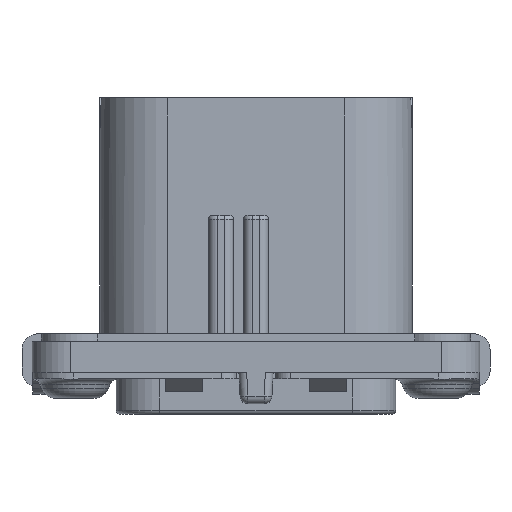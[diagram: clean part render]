
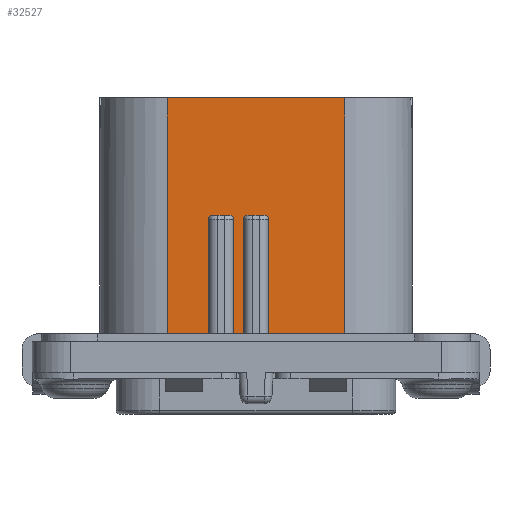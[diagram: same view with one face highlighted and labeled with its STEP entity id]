
A CAD part, front view. The second image highlights one B-rep face of the part: STEP entity #32527.
In plain terms, the highlighted planar face has unit normal (0, -1, 0).
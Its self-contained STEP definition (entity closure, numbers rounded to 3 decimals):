
#1463=DIRECTION('',(1.,0.,0.));
#1464=VECTOR('',#1463,4.9);
#1465=CARTESIAN_POINT('',(0.8,-9.,2.));
#1466=LINE('',#1465,#1464);
#1607=DIRECTION('',(1.,0.,0.));
#1608=VECTOR('',#1607,11.4);
#1609=CARTESIAN_POINT('',(-5.7,-9.,17.67));
#1610=LINE('',#1609,#1608);
#7559=DIRECTION('',(0.,0.,1.));
#7560=VECTOR('',#7559,7.87);
#7561=CARTESIAN_POINT('',(0.8,-9.,2.));
#7562=LINE('',#7561,#7560);
#7563=DIRECTION('',(1.,0.,0.));
#7564=VECTOR('',#7563,1.1);
#7565=CARTESIAN_POINT('',(-0.55,-9.,10.12));
#7566=LINE('',#7565,#7564);
#7567=DIRECTION('',(0.,0.,1.));
#7568=VECTOR('',#7567,7.87);
#7569=CARTESIAN_POINT('',(-0.8,-9.,2.));
#7570=LINE('',#7569,#7568);
#7571=DIRECTION('',(0.,0.,1.));
#7572=VECTOR('',#7571,7.87);
#7573=CARTESIAN_POINT('',(-1.44,-9.,2.));
#7574=LINE('',#7573,#7572);
#7575=DIRECTION('',(1.,0.,0.));
#7576=VECTOR('',#7575,1.1);
#7577=CARTESIAN_POINT('',(-2.79,-9.,10.12));
#7578=LINE('',#7577,#7576);
#7579=DIRECTION('',(0.,0.,1.));
#7580=VECTOR('',#7579,7.87);
#7581=CARTESIAN_POINT('',(-3.04,-9.,2.));
#7582=LINE('',#7581,#7580);
#7583=DIRECTION('',(0.,0.,-1.));
#7584=VECTOR('',#7583,15.67);
#7585=CARTESIAN_POINT('',(-5.7,-9.,17.67));
#7586=LINE('',#7585,#7584);
#7587=DIRECTION('',(0.,0.,-1.));
#7588=VECTOR('',#7587,15.67);
#7589=CARTESIAN_POINT('',(5.7,-9.,17.67));
#7590=LINE('',#7589,#7588);
#7604=CARTESIAN_POINT('',(0.55,-9.,9.87));
#7605=DIRECTION('',(0.,1.,0.));
#7606=DIRECTION('',(0.,0.,1.));
#7607=AXIS2_PLACEMENT_3D('',#7604,#7605,#7606);
#7646=CARTESIAN_POINT('',(-0.55,-9.,9.87));
#7647=DIRECTION('',(0.,1.,0.));
#7648=DIRECTION('',(-1.,0.,0.));
#7649=AXIS2_PLACEMENT_3D('',#7646,#7647,#7648);
#7757=DIRECTION('',(1.,0.,0.));
#7758=VECTOR('',#7757,2.66);
#7759=CARTESIAN_POINT('',(-5.7,-9.,2.));
#7760=LINE('',#7759,#7758);
#7769=CARTESIAN_POINT('',(-2.79,-9.,9.87));
#7770=DIRECTION('',(0.,1.,0.));
#7771=DIRECTION('',(-1.,0.,0.));
#7772=AXIS2_PLACEMENT_3D('',#7769,#7770,#7771);
#7801=CARTESIAN_POINT('',(-1.69,-9.,9.87));
#7802=DIRECTION('',(0.,1.,0.));
#7803=DIRECTION('',(0.,0.,1.));
#7804=AXIS2_PLACEMENT_3D('',#7801,#7802,#7803);
#7826=DIRECTION('',(1.,0.,0.));
#7827=VECTOR('',#7826,0.64);
#7828=CARTESIAN_POINT('',(-1.44,-9.,2.));
#7829=LINE('',#7828,#7827);
#18335=CARTESIAN_POINT('',(-5.7,-9.,17.67));
#18336=CARTESIAN_POINT('',(-5.7,-9.,2.));
#18337=VERTEX_POINT('',#18335);
#18338=VERTEX_POINT('',#18336);
#18339=CARTESIAN_POINT('',(5.7,-9.,17.67));
#18340=CARTESIAN_POINT('',(5.7,-9.,2.));
#18341=VERTEX_POINT('',#18339);
#18342=VERTEX_POINT('',#18340);
#18501=CARTESIAN_POINT('',(-3.04,-9.,2.));
#18502=VERTEX_POINT('',#18501);
#18503=CARTESIAN_POINT('',(-1.44,-9.,2.));
#18504=CARTESIAN_POINT('',(-0.8,-9.,2.));
#18505=VERTEX_POINT('',#18503);
#18506=VERTEX_POINT('',#18504);
#18507=CARTESIAN_POINT('',(0.8,-9.,2.));
#18508=VERTEX_POINT('',#18507);
#20968=CARTESIAN_POINT('',(-1.44,-9.,9.87));
#20970=VERTEX_POINT('',#20968);
#20972=CARTESIAN_POINT('',(-1.69,-9.,10.12));
#20974=VERTEX_POINT('',#20972);
#20995=CARTESIAN_POINT('',(-2.79,-9.,10.12));
#20996=VERTEX_POINT('',#20995);
#20997=CARTESIAN_POINT('',(-3.04,-9.,9.87));
#20998=VERTEX_POINT('',#20997);
#21000=CARTESIAN_POINT('',(0.8,-9.,9.87));
#21002=VERTEX_POINT('',#21000);
#21004=CARTESIAN_POINT('',(0.55,-9.,10.12));
#21006=VERTEX_POINT('',#21004);
#21007=CARTESIAN_POINT('',(-0.55,-9.,10.12));
#21009=VERTEX_POINT('',#21007);
#21011=CARTESIAN_POINT('',(-0.8,-9.,9.87));
#21013=VERTEX_POINT('',#21011);
#32491=CARTESIAN_POINT('',(-10.05,-9.,2.));
#32492=DIRECTION('',(0.,-1.,0.));
#32493=DIRECTION('',(1.,0.,0.));
#32494=AXIS2_PLACEMENT_3D('',#32491,#32492,#32493);
#32495=PLANE('',#32494);
#32497=ORIENTED_EDGE('',*,*,#32496,.T.);
#32499=ORIENTED_EDGE('',*,*,#32498,.F.);
#32501=ORIENTED_EDGE('',*,*,#32500,.F.);
#32503=ORIENTED_EDGE('',*,*,#32502,.F.);
#32505=ORIENTED_EDGE('',*,*,#32504,.F.);
#32507=ORIENTED_EDGE('',*,*,#32506,.F.);
#32509=ORIENTED_EDGE('',*,*,#32508,.T.);
#32511=ORIENTED_EDGE('',*,*,#32510,.F.);
#32513=ORIENTED_EDGE('',*,*,#32512,.F.);
#32515=ORIENTED_EDGE('',*,*,#32514,.F.);
#32517=ORIENTED_EDGE('',*,*,#32516,.F.);
#32519=ORIENTED_EDGE('',*,*,#32518,.F.);
#32521=ORIENTED_EDGE('',*,*,#32520,.F.);
#32522=ORIENTED_EDGE('',*,*,#24160,.T.);
#32523=ORIENTED_EDGE('',*,*,#24129,.T.);
#32524=ORIENTED_EDGE('',*,*,#23956,.F.);
#32525=EDGE_LOOP('',(#32497,#32499,#32501,#32503,#32505,#32507,#32509,#32511,
#32513,#32515,#32517,#32519,#32521,#32522,#32523,#32524));
#32526=FACE_OUTER_BOUND('',#32525,.F.);
#32527=ADVANCED_FACE('',(#32526),#32495,.T.);
#7608=CIRCLE('',#7607,0.25);
#7650=CIRCLE('',#7649,0.25);
#7773=CIRCLE('',#7772,0.25);
#7805=CIRCLE('',#7804,0.25);
#23956=EDGE_CURVE('',#18508,#18342,#1466,.T.);
#24129=EDGE_CURVE('',#18341,#18342,#7590,.T.);
#24160=EDGE_CURVE('',#18337,#18341,#1610,.T.);
#32496=EDGE_CURVE('',#18508,#21002,#7562,.T.);
#32498=EDGE_CURVE('',#21006,#21002,#7608,.T.);
#32500=EDGE_CURVE('',#21009,#21006,#7566,.T.);
#32502=EDGE_CURVE('',#21013,#21009,#7650,.T.);
#32504=EDGE_CURVE('',#18506,#21013,#7570,.T.);
#32506=EDGE_CURVE('',#18505,#18506,#7829,.T.);
#32508=EDGE_CURVE('',#18505,#20970,#7574,.T.);
#32510=EDGE_CURVE('',#20974,#20970,#7805,.T.);
#32512=EDGE_CURVE('',#20996,#20974,#7578,.T.);
#32514=EDGE_CURVE('',#20998,#20996,#7773,.T.);
#32516=EDGE_CURVE('',#18502,#20998,#7582,.T.);
#32518=EDGE_CURVE('',#18338,#18502,#7760,.T.);
#32520=EDGE_CURVE('',#18337,#18338,#7586,.T.);
